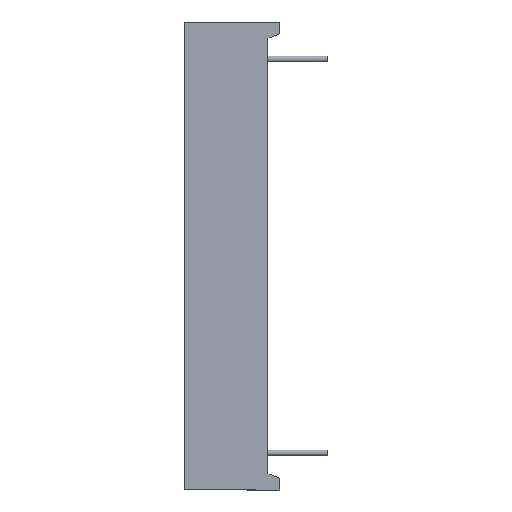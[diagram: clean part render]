
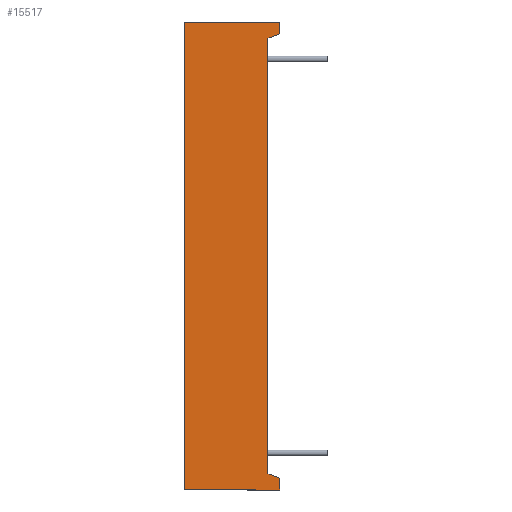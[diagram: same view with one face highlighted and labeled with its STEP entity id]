
A CAD part, left-side view. The second image highlights one B-rep face of the part: STEP entity #15517.
In plain terms, the highlighted planar face has unit normal (-1, 0, 0).
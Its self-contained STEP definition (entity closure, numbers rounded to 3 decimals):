
#6967 = FACE_OUTER_BOUND ( 'NONE', #15516, .T. ) ;
#7001 = DIRECTION ( 'NONE',  ( 0., 0., -1. ) ) ;
#7002 = DIRECTION ( 'NONE',  ( 1., 0., 0. ) ) ;
#7003 = CARTESIAN_POINT ( 'NONE',  ( -11.45, 0., -31.26 ) ) ;
#7004 = AXIS2_PLACEMENT_3D ( 'NONE', #7003, #7002, #7001 ) ;
#7006 = PLANE ( 'NONE',  #7004 ) ;
#10456 = CARTESIAN_POINT ( 'NONE',  ( -11.45, -3., 18.236 ) ) ;
#11034 = ORIENTED_EDGE ( 'NONE', *, *, #12724, .T. ) ;
#11657 = ORIENTED_EDGE ( 'NONE', *, *, #12529, .F. ) ;
#11941 = VERTEX_POINT ( 'NONE', #20074 ) ;
#11943 = EDGE_CURVE ( 'NONE', #11941, #11954, #20073, .T. ) ;
#11954 = VERTEX_POINT ( 'NONE', #20117 ) ;
#12413 = EDGE_CURVE ( 'NONE', #17817, #12414, #21487, .T. ) ;
#12414 = VERTEX_POINT ( 'NONE', #21483 ) ;
#12418 = VERTEX_POINT ( 'NONE', #21477 ) ;
#12420 = EDGE_CURVE ( 'NONE', #12418, #17817, #21476, .T. ) ;
#12509 = EDGE_CURVE ( 'NONE', #11954, #12418, #21580, .T. ) ;
#12516 = EDGE_CURVE ( 'NONE', #12530, #12517, #21665, .T. ) ;
#12517 = VERTEX_POINT ( 'NONE', #21661 ) ;
#12529 = EDGE_CURVE ( 'NONE', #12414, #12530, #21689, .T. ) ;
#12530 = VERTEX_POINT ( 'NONE', #21685 ) ;
#12548 = EDGE_CURVE ( 'NONE', #12549, #12517, #21698, .T. ) ;
#12549 = VERTEX_POINT ( 'NONE', #21756 ) ;
#12724 = EDGE_CURVE ( 'NONE', #11941, #12549, #22102, .T. ) ;
#15506 = ORIENTED_EDGE ( 'NONE', *, *, #11943, .F. ) ;
#15511 = ORIENTED_EDGE ( 'NONE', *, *, #12509, .F. ) ;
#15513 = ORIENTED_EDGE ( 'NONE', *, *, #12420, .F. ) ;
#15514 = ORIENTED_EDGE ( 'NONE', *, *, #12413, .F. ) ;
#15516 = EDGE_LOOP ( 'NONE', ( #15514, #15513, #15511, #15506, #11034, #15758, #15757, #11657 ) ) ;
#15517 = ADVANCED_FACE ( 'NONE', ( #6967 ), #7006, .F. ) ;
#15757 = ORIENTED_EDGE ( 'NONE', *, *, #12516, .F. ) ;
#15758 = ORIENTED_EDGE ( 'NONE', *, *, #12548, .T. ) ;
#17817 = VERTEX_POINT ( 'NONE', #10456 ) ;
#20070 = DIRECTION ( 'NONE',  ( 0., -1., 0. ) ) ;
#20071 = VECTOR ( 'NONE', #20070, 1000. ) ;
#20072 = CARTESIAN_POINT ( 'NONE',  ( -11.45, 0., 19.6 ) ) ;
#20073 = LINE ( 'NONE', #20072, #20071 ) ;
#20074 = CARTESIAN_POINT ( 'NONE',  ( -11.45, 4., 19.6 ) ) ;
#20117 = CARTESIAN_POINT ( 'NONE',  ( -11.45, -4., 19.6 ) ) ;
#21473 = DIRECTION ( 'NONE',  ( 0., 0.94, -0.342 ) ) ;
#21474 = VECTOR ( 'NONE', #21473, 1000. ) ;
#21475 = CARTESIAN_POINT ( 'NONE',  ( -11.45, 15.557, 11.482 ) ) ;
#21476 = LINE ( 'NONE', #21475, #21474 ) ;
#21477 = CARTESIAN_POINT ( 'NONE',  ( -11.45, -4., 18.6 ) ) ;
#21483 = CARTESIAN_POINT ( 'NONE',  ( -11.45, -3., -18.236 ) ) ;
#21484 = DIRECTION ( 'NONE',  ( 0., 0., -1. ) ) ;
#21485 = VECTOR ( 'NONE', #21484, 1000. ) ;
#21486 = CARTESIAN_POINT ( 'NONE',  ( -11.45, -3., -31.26 ) ) ;
#21487 = LINE ( 'NONE', #21486, #21485 ) ;
#21577 = DIRECTION ( 'NONE',  ( 0., 0., -1. ) ) ;
#21578 = VECTOR ( 'NONE', #21577, 1000. ) ;
#21579 = CARTESIAN_POINT ( 'NONE',  ( -11.45, -4., -31.26 ) ) ;
#21580 = LINE ( 'NONE', #21579, #21578 ) ;
#21661 = CARTESIAN_POINT ( 'NONE',  ( -11.45, -4., -19.6 ) ) ;
#21662 = DIRECTION ( 'NONE',  ( 0., 0., -1. ) ) ;
#21663 = VECTOR ( 'NONE', #21662, 1000. ) ;
#21664 = CARTESIAN_POINT ( 'NONE',  ( -11.45, -4., -31.26 ) ) ;
#21665 = LINE ( 'NONE', #21664, #21663 ) ;
#21685 = CARTESIAN_POINT ( 'NONE',  ( -11.45, -4., -18.6 ) ) ;
#21686 = DIRECTION ( 'NONE',  ( 0., -0.94, -0.342 ) ) ;
#21687 = VECTOR ( 'NONE', #21686, 1000. ) ;
#21688 = CARTESIAN_POINT ( 'NONE',  ( -11.45, -4.537, -18.795 ) ) ;
#21689 = LINE ( 'NONE', #21688, #21687 ) ;
#21698 = LINE ( 'NONE', #21759, #21758 ) ;
#21756 = CARTESIAN_POINT ( 'NONE',  ( -11.45, 4., -19.6 ) ) ;
#21757 = DIRECTION ( 'NONE',  ( 0., -1., 0. ) ) ;
#21758 = VECTOR ( 'NONE', #21757, 1000. ) ;
#21759 = CARTESIAN_POINT ( 'NONE',  ( -11.45, 0., -19.6 ) ) ;
#22099 = DIRECTION ( 'NONE',  ( 0., 0., -1. ) ) ;
#22100 = VECTOR ( 'NONE', #22099, 1000. ) ;
#22101 = CARTESIAN_POINT ( 'NONE',  ( -11.45, 4., -31.26 ) ) ;
#22102 = LINE ( 'NONE', #22101, #22100 ) ;
